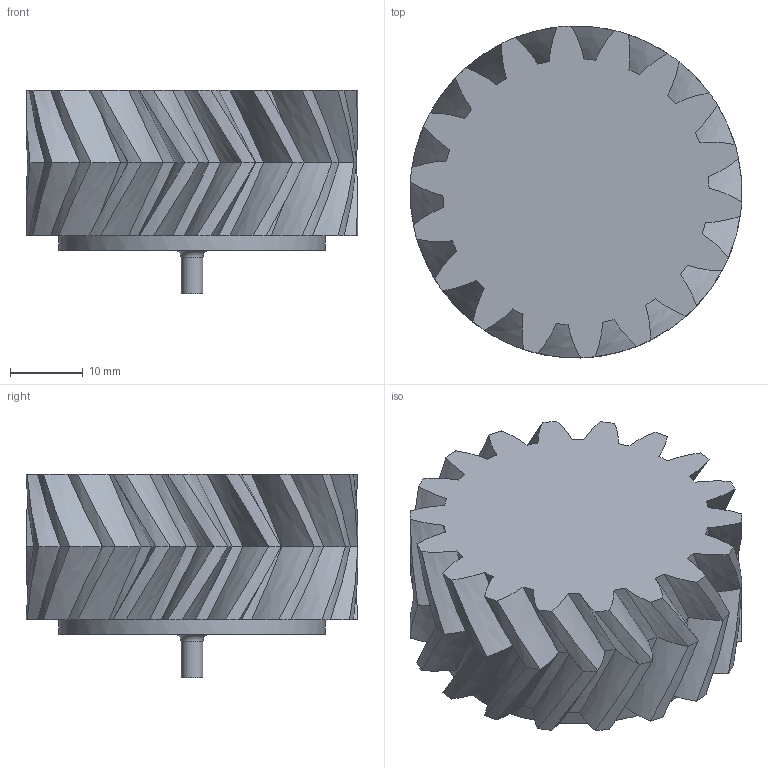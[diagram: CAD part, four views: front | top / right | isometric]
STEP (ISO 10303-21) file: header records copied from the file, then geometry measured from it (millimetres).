
FILE_DESCRIPTION(/* description */ (''),/* implementation_level */ '2;1');
FILE_NAME(/* name */ '',/* time_stamp */ '2026-01-24T17:24:58+03:00',/* author */ ('Phantom'),/* organization */ (''),/* preprocessor_version */ 'ST-DEVELOPER v20.1',/* originating_system */ 'Autodesk Inventor 2026',/* authorisation */ '');
FILE_SCHEMA (('AUTOMOTIVE_DESIGN { 1 0 10303 214 3 1 1 }'));
Length unit declared in the file: millimetre
Products named in the file (1): шестерня для 
пидора
Bounding box: 45.57 x 45.56 x 28 mm (x, y, z)
Volume: 29069.4 mm3; surface area: 10915.2 mm2
Topology: 2 solids, 2 shells, 170 faces, 459 edges, 294 vertices
Faces by surface type: bspline 108, cylinder 38, plane 23, torus 1
Full cylindrical faces by diameter (mm): 3 x1, 36.569 x1
Entity records: 7216 total; most frequent: CARTESIAN_POINT 3696, ORIENTED_EDGE 918, EDGE_CURVE 459, B_SPLINE_CURVE_WITH_KNOTS 360, DIRECTION 322, VERTEX_POINT 294, EDGE_LOOP 171, FACE_OUTER_BOUND 170
